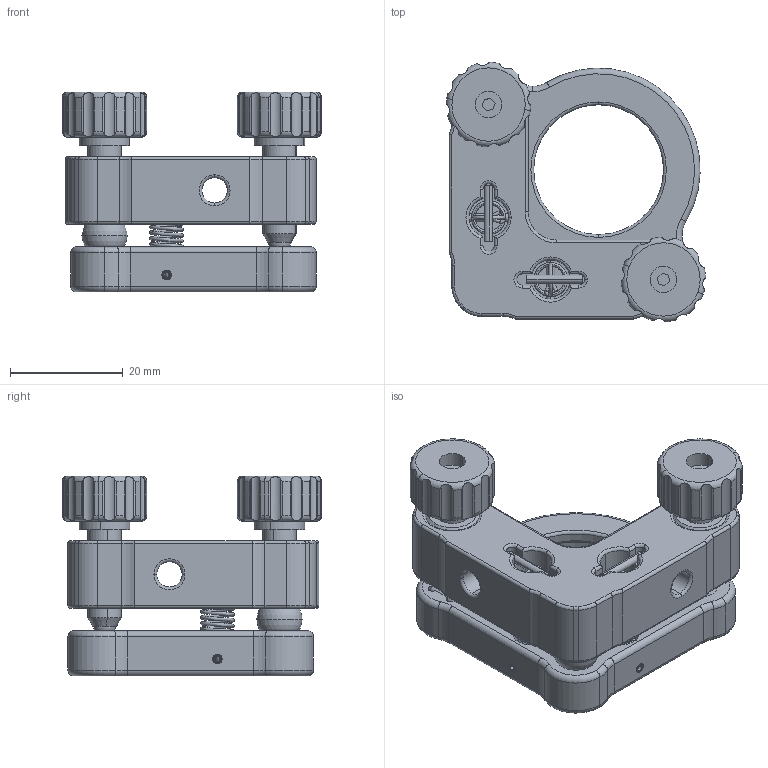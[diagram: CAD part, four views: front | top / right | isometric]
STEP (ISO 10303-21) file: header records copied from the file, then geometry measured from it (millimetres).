
FILE_DESCRIPTION (( 'STEP AP203' ), '1' );
FILE_NAME ('04PMT-1(M).STEP', '2022-07-25T04:05:13', ( '' ), ( '' ), 'SwSTEP 2.0', 'SolidWorks 2021', '' );
FILE_SCHEMA (( 'CONFIG_CONTROL_DESIGN' ));
Length unit declared in the file: millimetre
Products named in the file (1): 04PMT-1(M)
Bounding box: 45.98 x 45.98 x 35.43 mm (x, y, z)
Volume: 22132.5 mm3; surface area: 15746.4 mm2
Topology: 21 solids, 21 shells, 612 faces, 1484 edges, 915 vertices
Faces by surface type: cylinder 304, torus 149, plane 111, cone 28, bspline 12, sphere 8
Entity records: 25093 total; most frequent: CARTESIAN_POINT 10740, DIRECTION 3150, ORIENTED_EDGE 2914, EDGE_CURVE 1457, AXIS2_PLACEMENT_3D 1322, VERTEX_POINT 904, CIRCLE 721, EDGE_LOOP 661
